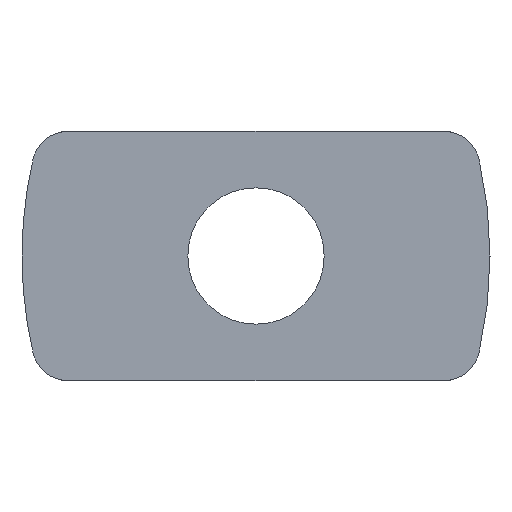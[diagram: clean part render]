
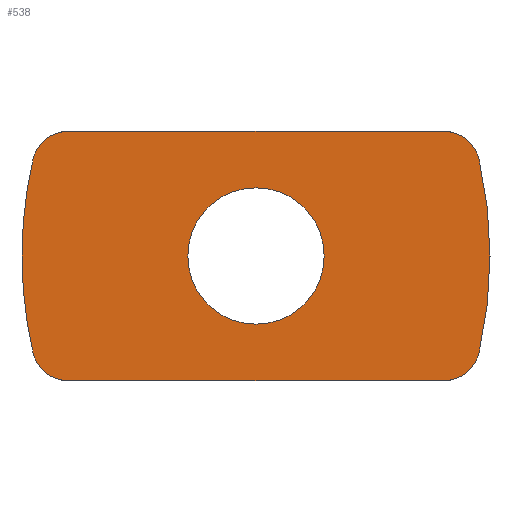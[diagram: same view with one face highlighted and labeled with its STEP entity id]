
A CAD part, front view. The second image highlights one B-rep face of the part: STEP entity #538.
In plain terms, the highlighted planar face has unit normal (0, -1, 0).
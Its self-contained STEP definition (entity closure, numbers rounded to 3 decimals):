
#9 = EDGE_CURVE ( 'NONE', #743, #508, #13, .T. ) ;
#13 = CIRCLE ( 'NONE', #1101, 70.182 ) ;
#34 = DIRECTION ( 'NONE',  ( 0., -1., 0. ) ) ;
#37 = EDGE_CURVE ( 'NONE', #423, #743, #310, .T. ) ;
#45 = VERTEX_POINT ( 'NONE', #1310 ) ;
#53 = CARTESIAN_POINT ( 'NONE',  ( 0., -21.75, 0. ) ) ;
#78 = AXIS2_PLACEMENT_3D ( 'NONE', #981, #421, #533 ) ;
#119 = AXIS2_PLACEMENT_3D ( 'NONE', #692, #357, #344 ) ;
#125 = VECTOR ( 'NONE', #1389, 1000. ) ;
#163 = CARTESIAN_POINT ( 'NONE',  ( -36.336, -21.75, -15.637 ) ) ;
#167 = CARTESIAN_POINT ( 'NONE',  ( -36.336, -21.75, 15.637 ) ) ;
#195 = ORIENTED_EDGE ( 'NONE', *, *, #306, .F. ) ;
#196 = CARTESIAN_POINT ( 'NONE',  ( -11.1, -21.75, 0. ) ) ;
#218 = AXIS2_PLACEMENT_3D ( 'NONE', #497, #34, #715 ) ;
#249 = CARTESIAN_POINT ( 'NONE',  ( 36.336, -21.75, -15.637 ) ) ;
#295 = DIRECTION ( 'NONE',  ( 0., 1., 0. ) ) ;
#300 = FACE_OUTER_BOUND ( 'NONE', #1302, .T. ) ;
#304 = CARTESIAN_POINT ( 'NONE',  ( 30.487, -21.75, -20.3 ) ) ;
#306 = EDGE_CURVE ( 'NONE', #942, #953, #1379, .T. ) ;
#310 = CIRCLE ( 'NONE', #78, 70.182 ) ;
#328 = VERTEX_POINT ( 'NONE', #707 ) ;
#334 = CIRCLE ( 'NONE', #1136, 6. ) ;
#335 = EDGE_CURVE ( 'NONE', #953, #942, #773, .T. ) ;
#344 = DIRECTION ( 'NONE',  ( 1., 0., 0. ) ) ;
#357 = DIRECTION ( 'NONE',  ( 0., -1., 0. ) ) ;
#360 = DIRECTION ( 'NONE',  ( 0., 1., 0. ) ) ;
#378 = CARTESIAN_POINT ( 'NONE',  ( -32.082, -21.75, 0. ) ) ;
#385 = DIRECTION ( 'NONE',  ( -1., 0., 0. ) ) ;
#400 = EDGE_CURVE ( 'NONE', #1273, #961, #522, .T. ) ;
#421 = DIRECTION ( 'NONE',  ( 0., 1., 0. ) ) ;
#423 = VERTEX_POINT ( 'NONE', #163 ) ;
#436 = CARTESIAN_POINT ( 'NONE',  ( 11.1, -21.75, 0. ) ) ;
#451 = ORIENTED_EDGE ( 'NONE', *, *, #616, .T. ) ;
#478 = AXIS2_PLACEMENT_3D ( 'NONE', #378, #1164, #496 ) ;
#484 = CARTESIAN_POINT ( 'NONE',  ( 38.1, -21.75, 20.3 ) ) ;
#495 = DIRECTION ( 'NONE',  ( 0., -1., 0. ) ) ;
#496 = DIRECTION ( 'NONE',  ( 1., 0., 0. ) ) ;
#497 = CARTESIAN_POINT ( 'NONE',  ( 30.487, -21.75, -14.3 ) ) ;
#508 = VERTEX_POINT ( 'NONE', #167 ) ;
#515 = CARTESIAN_POINT ( 'NONE',  ( -38.1, -21.75, 0. ) ) ;
#522 = LINE ( 'NONE', #958, #125 ) ;
#528 = CARTESIAN_POINT ( 'NONE',  ( 32.082, -21.75, 0. ) ) ;
#533 = DIRECTION ( 'NONE',  ( -1., 0., 0. ) ) ;
#535 = FACE_BOUND ( 'NONE', #1313, .T. ) ;
#538 = ADVANCED_FACE ( 'NONE', ( #535, #300 ), #923, .F. ) ;
#555 = DIRECTION ( 'NONE',  ( 1., 0., 0. ) ) ;
#560 = EDGE_CURVE ( 'NONE', #423, #1273, #334, .T. ) ;
#583 = DIRECTION ( 'NONE',  ( -1., 0., 0. ) ) ;
#587 = VERTEX_POINT ( 'NONE', #824 ) ;
#612 = CARTESIAN_POINT ( 'NONE',  ( -30.487, -21.75, 14.3 ) ) ;
#613 = VERTEX_POINT ( 'NONE', #249 ) ;
#616 = EDGE_CURVE ( 'NONE', #613, #587, #771, .T. ) ;
#619 = EDGE_CURVE ( 'NONE', #328, #508, #1426, .T. ) ;
#692 = CARTESIAN_POINT ( 'NONE',  ( 0., -21.75, 0. ) ) ;
#707 = CARTESIAN_POINT ( 'NONE',  ( -30.487, -21.75, 20.3 ) ) ;
#715 = DIRECTION ( 'NONE',  ( -1., 0., 0. ) ) ;
#719 = AXIS2_PLACEMENT_3D ( 'NONE', #612, #727, #385 ) ;
#726 = DIRECTION ( 'NONE',  ( 1., 0., 0. ) ) ;
#727 = DIRECTION ( 'NONE',  ( 0., -1., 0. ) ) ;
#740 = CIRCLE ( 'NONE', #218, 6. ) ;
#743 = VERTEX_POINT ( 'NONE', #515 ) ;
#744 = AXIS2_PLACEMENT_3D ( 'NONE', #484, #360, #817 ) ;
#771 = CIRCLE ( 'NONE', #478, 70.182 ) ;
#773 = CIRCLE ( 'NONE', #1162, 11.1 ) ;
#783 = CARTESIAN_POINT ( 'NONE',  ( 38.1, -21.75, 20.3 ) ) ;
#817 = DIRECTION ( 'NONE',  ( -1., 0., 0. ) ) ;
#824 = CARTESIAN_POINT ( 'NONE',  ( 36.336, -21.75, 15.637 ) ) ;
#860 = ORIENTED_EDGE ( 'NONE', *, *, #619, .T. ) ;
#923 = PLANE ( 'NONE',  #744 ) ;
#932 = ORIENTED_EDGE ( 'NONE', *, *, #400, .T. ) ;
#936 = CARTESIAN_POINT ( 'NONE',  ( 30.487, -21.75, 14.3 ) ) ;
#937 = AXIS2_PLACEMENT_3D ( 'NONE', #936, #1247, #1140 ) ;
#940 = CARTESIAN_POINT ( 'NONE',  ( -30.487, -21.75, -14.3 ) ) ;
#942 = VERTEX_POINT ( 'NONE', #196 ) ;
#953 = VERTEX_POINT ( 'NONE', #436 ) ;
#958 = CARTESIAN_POINT ( 'NONE',  ( 38.1, -21.75, -20.3 ) ) ;
#961 = VERTEX_POINT ( 'NONE', #304 ) ;
#981 = CARTESIAN_POINT ( 'NONE',  ( 32.082, -21.75, 0. ) ) ;
#997 = CIRCLE ( 'NONE', #937, 6. ) ;
#1023 = CARTESIAN_POINT ( 'NONE',  ( -30.487, -21.75, -20.3 ) ) ;
#1039 = DIRECTION ( 'NONE',  ( 0., -1., 0. ) ) ;
#1083 = ORIENTED_EDGE ( 'NONE', *, *, #1403, .T. ) ;
#1101 = AXIS2_PLACEMENT_3D ( 'NONE', #528, #295, #1104 ) ;
#1104 = DIRECTION ( 'NONE',  ( -1., 0., 0. ) ) ;
#1107 = ORIENTED_EDGE ( 'NONE', *, *, #1210, .T. ) ;
#1119 = ORIENTED_EDGE ( 'NONE', *, *, #37, .F. ) ;
#1123 = EDGE_CURVE ( 'NONE', #328, #45, #1290, .T. ) ;
#1136 = AXIS2_PLACEMENT_3D ( 'NONE', #940, #1039, #583 ) ;
#1140 = DIRECTION ( 'NONE',  ( -1., 0., 0. ) ) ;
#1162 = AXIS2_PLACEMENT_3D ( 'NONE', #53, #495, #726 ) ;
#1164 = DIRECTION ( 'NONE',  ( 0., -1., 0. ) ) ;
#1176 = ORIENTED_EDGE ( 'NONE', *, *, #335, .F. ) ;
#1185 = VECTOR ( 'NONE', #555, 1000. ) ;
#1210 = EDGE_CURVE ( 'NONE', #587, #45, #997, .T. ) ;
#1237 = ORIENTED_EDGE ( 'NONE', *, *, #560, .T. ) ;
#1247 = DIRECTION ( 'NONE',  ( 0., -1., 0. ) ) ;
#1273 = VERTEX_POINT ( 'NONE', #1023 ) ;
#1290 = LINE ( 'NONE', #783, #1185 ) ;
#1302 = EDGE_LOOP ( 'NONE', ( #932, #1083, #451, #1107, #1334, #860, #1307, #1119, #1237 ) ) ;
#1307 = ORIENTED_EDGE ( 'NONE', *, *, #9, .F. ) ;
#1310 = CARTESIAN_POINT ( 'NONE',  ( 30.487, -21.75, 20.3 ) ) ;
#1313 = EDGE_LOOP ( 'NONE', ( #1176, #195 ) ) ;
#1334 = ORIENTED_EDGE ( 'NONE', *, *, #1123, .F. ) ;
#1379 = CIRCLE ( 'NONE', #119, 11.1 ) ;
#1389 = DIRECTION ( 'NONE',  ( 1., 0., 0. ) ) ;
#1403 = EDGE_CURVE ( 'NONE', #961, #613, #740, .T. ) ;
#1426 = CIRCLE ( 'NONE', #719, 6. ) ;
